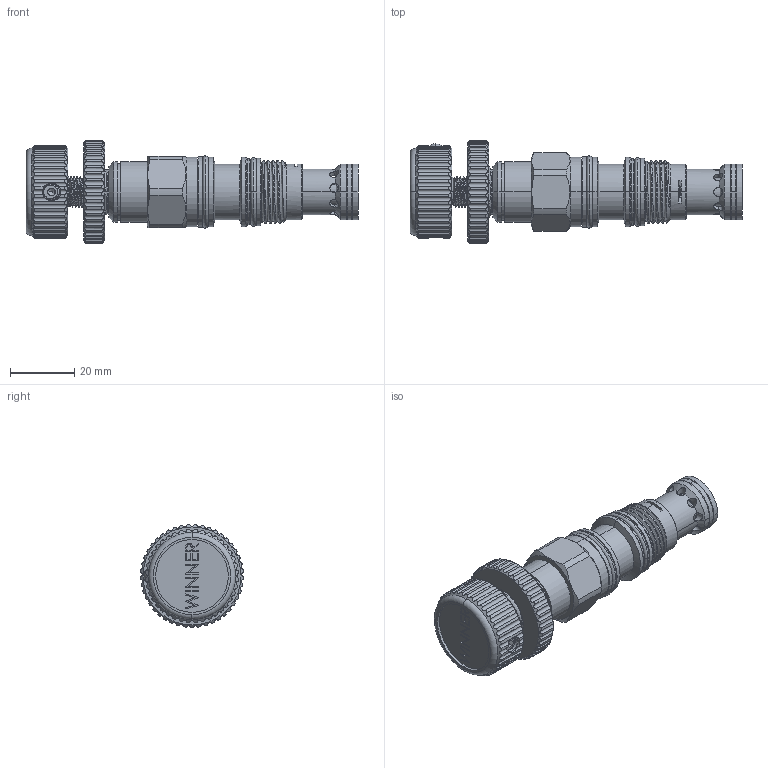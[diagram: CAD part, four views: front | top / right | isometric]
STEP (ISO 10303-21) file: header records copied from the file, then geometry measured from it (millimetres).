
FILE_DESCRIPTION (( 'STEP AP203' ), '1' );
FILE_NAME ('RV11A3G-K-85.STEP', '2020-03-24T07:55:12', ( '' ), ( '' ), 'SwSTEP 2.0', 'SolidWorks 2018', '' );
FILE_SCHEMA (( 'CONFIG_CONTROL_DESIGN' ));
Products named in the file (1): RV11A3G-K-85
Bounding box: 103.66 x 32.2 x 32.18 mm (x, y, z)
Volume: 33489.5 mm3; surface area: 19365.3 mm2
Topology: 17 solids, 17 shells, 1426 faces, 3988 edges, 2543 vertices
Faces by surface type: cylinder 885, plane 233, cone 146, torus 94, bspline 58, sphere 10
Entity records: 103041 total; most frequent: CARTESIAN_POINT 68749, ORIENTED_EDGE 7908, DIRECTION 5879, EDGE_CURVE 3954, VERTEX_POINT 2537, AXIS2_PLACEMENT_3D 2257, EDGE_LOOP 1847, B_SPLINE_CURVE_WITH_KNOTS 1521
